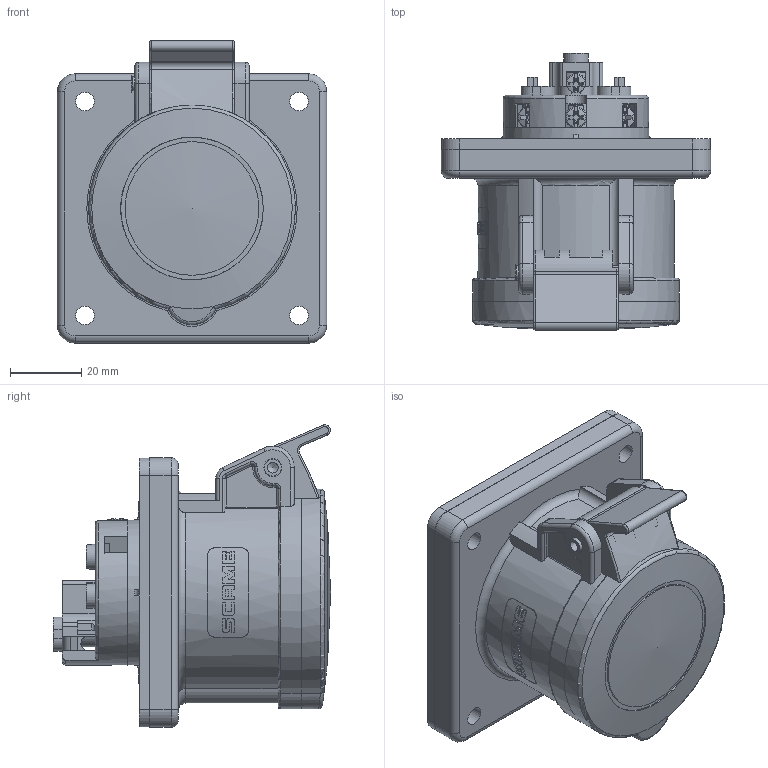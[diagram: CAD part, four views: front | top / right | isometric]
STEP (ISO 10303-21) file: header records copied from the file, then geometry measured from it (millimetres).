
FILE_DESCRIPTION(/* description */ (''),/* implementation_level */ '2;1');
FILE_NAME(/* name */ '4003624.stp',/* time_stamp */ '2019-03-01T11:36:18+01:00',/* author */ (''),/* organization */ (''),/* preprocessor_version */ 'ST-DEVELOPER v16.7',/* originating_system */ 'SIEMENS PLM Software NX 12.0',/* authorisation */ '');
FILE_SCHEMA (('AUTOMOTIVE_DESIGN { 1 0 10303 214 3 1 1 1 }'));
Products named in the file (1): bsom23CC53FBp3w4
Bounding box: 75.5 x 77.7 x 84.75 mm (x, y, z)
Volume: 98164.5 mm3; surface area: 91171.2 mm2
Topology: 16 solids, 16 shells, 1908 faces, 4960 edges, 3099 vertices
Faces by surface type: plane 727, cylinder 607, bspline 200, torus 167, cone 140, sphere 65, revolution 2
Full cylindrical faces by diameter (mm): 1.875 x3, 2.5 x3, 2.7 x3, 3 x5, 3.5 x8, 3.6 x3, 3.7 x1, 4 x2, 4.2 x2, 4.3 x5, 4.4 x4, 5 x2, 5.2 x4, 5.4 x4, 6 x4, 7 x3, 7.1 x1, 9 x1, 37.5 x1, 39.8 x1, 40 x1, 40.8 x1, 41.5 x1
Entity records: 68004 total; most frequent: CARTESIAN_POINT 23180, ORIENTED_EDGE 9432, DIRECTION 9192, EDGE_CURVE 4716, AXIS2_PLACEMENT_3D 3560, VERTEX_POINT 3020, EDGE_LOOP 2148, LINE 2070
